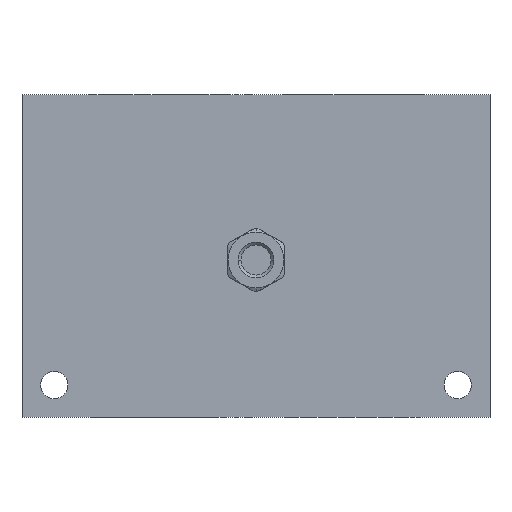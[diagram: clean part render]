
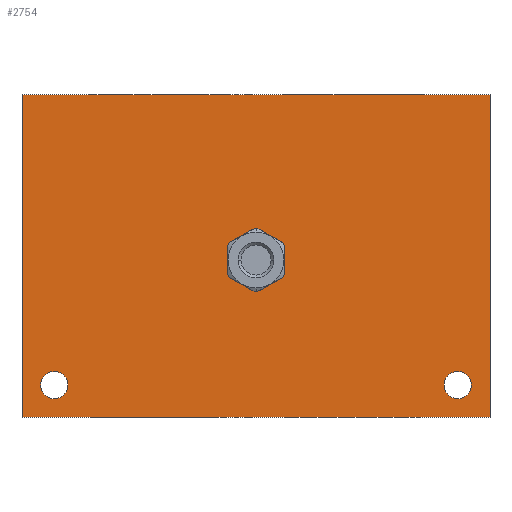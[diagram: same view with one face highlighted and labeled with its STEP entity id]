
A CAD part, front view. The second image highlights one B-rep face of the part: STEP entity #2754.
In plain terms, the highlighted planar face has unit normal (0, -1, 0).
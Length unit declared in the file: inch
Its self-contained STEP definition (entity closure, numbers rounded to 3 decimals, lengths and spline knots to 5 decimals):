
#5=DIRECTION('',(1.,0.,0.));
#6=VECTOR('',#5,7.25);
#7=CARTESIAN_POINT('',(0.,-3.,0.));
#8=LINE('',#7,#6);
#75=DIRECTION('',(0.,0.,1.));
#76=VECTOR('',#75,5.);
#77=CARTESIAN_POINT('',(7.25,-3.,0.));
#78=LINE('',#77,#76);
#89=DIRECTION('',(0.,0.,1.));
#90=VECTOR('',#89,5.);
#91=CARTESIAN_POINT('',(0.,-3.,0.));
#92=LINE('',#91,#90);
#93=CARTESIAN_POINT('',(0.5,-3.,0.5));
#94=DIRECTION('',(0.,1.,0.));
#95=DIRECTION('',(0.,0.,-1.));
#96=AXIS2_PLACEMENT_3D('',#93,#94,#95);
#98=CARTESIAN_POINT('',(0.5,-3.,0.5));
#99=DIRECTION('',(0.,1.,0.));
#100=DIRECTION('',(0.,0.,1.));
#101=AXIS2_PLACEMENT_3D('',#98,#99,#100);
#103=CARTESIAN_POINT('',(6.75,-3.,0.5));
#104=DIRECTION('',(0.,1.,0.));
#105=DIRECTION('',(0.,0.,-1.));
#106=AXIS2_PLACEMENT_3D('',#103,#104,#105);
#108=CARTESIAN_POINT('',(6.75,-3.,0.5));
#109=DIRECTION('',(0.,1.,0.));
#110=DIRECTION('',(0.,0.,1.));
#111=AXIS2_PLACEMENT_3D('',#108,#109,#110);
#113=CARTESIAN_POINT('',(3.625,-3.,2.438));
#114=DIRECTION('',(0.,1.,0.));
#115=DIRECTION('',(0.,0.,-1.));
#116=AXIS2_PLACEMENT_3D('',#113,#114,#115);
#118=CARTESIAN_POINT('',(3.625,-3.,2.438));
#119=DIRECTION('',(0.,1.,0.));
#120=DIRECTION('',(0.,0.,1.));
#121=AXIS2_PLACEMENT_3D('',#118,#119,#120);
#135=DIRECTION('',(1.,0.,0.));
#136=VECTOR('',#135,7.25);
#137=CARTESIAN_POINT('',(0.,-3.,5.));
#138=LINE('',#137,#136);
#2283=CARTESIAN_POINT('',(0.,-3.,0.));
#2285=VERTEX_POINT('',#2283);
#2286=CARTESIAN_POINT('',(7.25,-3.,0.));
#2287=VERTEX_POINT('',#2286);
#2291=CARTESIAN_POINT('',(0.,-3.,5.));
#2293=VERTEX_POINT('',#2291);
#2294=CARTESIAN_POINT('',(7.25,-3.,5.));
#2295=VERTEX_POINT('',#2294);
#2453=CARTESIAN_POINT('',(0.5,-3.,0.289));
#2454=CARTESIAN_POINT('',(0.5,-3.,0.711));
#2455=VERTEX_POINT('',#2453);
#2456=VERTEX_POINT('',#2454);
#2461=CARTESIAN_POINT('',(6.75,-3.,0.289));
#2462=CARTESIAN_POINT('',(6.75,-3.,0.711));
#2463=VERTEX_POINT('',#2461);
#2464=VERTEX_POINT('',#2462);
#2505=CARTESIAN_POINT('',(3.625,-3.,2.8685));
#2506=VERTEX_POINT('',#2505);
#2511=CARTESIAN_POINT('',(3.625,-3.,2.0075));
#2512=VERTEX_POINT('',#2511);
#2724=CARTESIAN_POINT('',(0.,-3.,0.));
#2725=DIRECTION('',(0.,-1.,0.));
#2726=DIRECTION('',(1.,0.,0.));
#2727=AXIS2_PLACEMENT_3D('',#2724,#2725,#2726);
#2728=PLANE('',#2727);
#2729=ORIENTED_EDGE('',*,*,#2636,.F.);
#2730=ORIENTED_EDGE('',*,*,#2667,.T.);
#2732=ORIENTED_EDGE('',*,*,#2731,.T.);
#2733=ORIENTED_EDGE('',*,*,#2710,.F.);
#2734=EDGE_LOOP('',(#2729,#2730,#2732,#2733));
#2735=FACE_OUTER_BOUND('',#2734,.F.);
#2737=ORIENTED_EDGE('',*,*,#2736,.F.);
#2739=ORIENTED_EDGE('',*,*,#2738,.F.);
#2740=EDGE_LOOP('',(#2737,#2739));
#2741=FACE_BOUND('',#2740,.F.);
#2743=ORIENTED_EDGE('',*,*,#2742,.F.);
#2745=ORIENTED_EDGE('',*,*,#2744,.F.);
#2746=EDGE_LOOP('',(#2743,#2745));
#2747=FACE_BOUND('',#2746,.F.);
#2749=ORIENTED_EDGE('',*,*,#2748,.F.);
#2751=ORIENTED_EDGE('',*,*,#2750,.F.);
#2752=EDGE_LOOP('',(#2749,#2751));
#2753=FACE_BOUND('',#2752,.F.);
#2754=ADVANCED_FACE('',(#2735,#2741,#2747,#2753),#2728,.T.);
#97=CIRCLE('',#96,0.211);
#102=CIRCLE('',#101,0.211);
#107=CIRCLE('',#106,0.211);
#112=CIRCLE('',#111,0.211);
#117=CIRCLE('',#116,0.4305);
#122=CIRCLE('',#121,0.4305);
#2636=EDGE_CURVE('',#2285,#2287,#8,.T.);
#2667=EDGE_CURVE('',#2285,#2293,#92,.T.);
#2710=EDGE_CURVE('',#2287,#2295,#78,.T.);
#2731=EDGE_CURVE('',#2293,#2295,#138,.T.);
#2736=EDGE_CURVE('',#2455,#2456,#97,.T.);
#2738=EDGE_CURVE('',#2456,#2455,#102,.T.);
#2742=EDGE_CURVE('',#2463,#2464,#107,.T.);
#2744=EDGE_CURVE('',#2464,#2463,#112,.T.);
#2748=EDGE_CURVE('',#2512,#2506,#117,.T.);
#2750=EDGE_CURVE('',#2506,#2512,#122,.T.);
